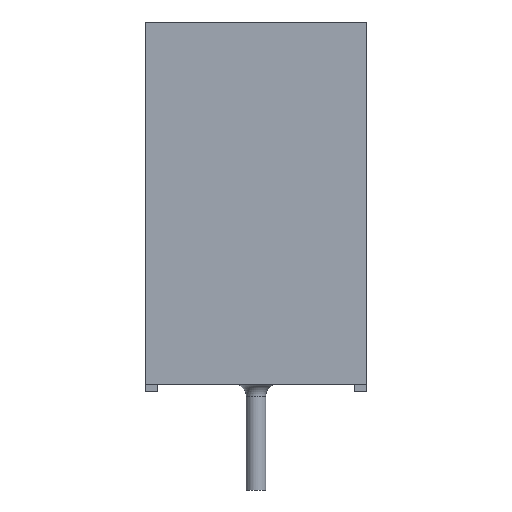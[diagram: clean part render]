
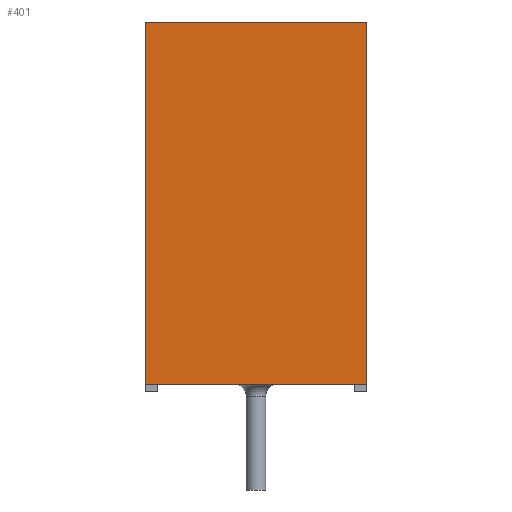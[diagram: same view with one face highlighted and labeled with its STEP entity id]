
A CAD part, left-side view. The second image highlights one B-rep face of the part: STEP entity #401.
In plain terms, the highlighted planar face has unit normal (-1, 0, 0).
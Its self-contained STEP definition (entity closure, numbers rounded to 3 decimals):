
#401 = ADVANCED_FACE( '', ( #951 ), #952, .F. );
#951 = FACE_OUTER_BOUND( '', #1697, .T. );
#952 = PLANE( '', #1698 );
#1697 = EDGE_LOOP( '', ( #2997, #2998, #2999, #3000 ) );
#1698 = AXIS2_PLACEMENT_3D( '', #3001, #3002, #3003 );
#2997 = ORIENTED_EDGE( '', *, *, #5280, .T. );
#2998 = ORIENTED_EDGE( '', *, *, #5281, .F. );
#2999 = ORIENTED_EDGE( '', *, *, #5282, .F. );
#3000 = ORIENTED_EDGE( '', *, *, #5283, .T. );
#3001 = CARTESIAN_POINT( '', ( -9., -4.5, 7.35 ) );
#3002 = DIRECTION( '', ( 1., 0., 0. ) );
#3003 = DIRECTION( '', ( 0., 0., -1. ) );
#5280 = EDGE_CURVE( '', #6298, #6299, #6300, .T. );
#5281 = EDGE_CURVE( '', #6301, #6299, #6302, .T. );
#5282 = EDGE_CURVE( '', #6303, #6301, #6304, .T. );
#5283 = EDGE_CURVE( '', #6303, #6298, #6305, .T. );
#6298 = VERTEX_POINT( '', #8279 );
#6299 = VERTEX_POINT( '', #8280 );
#6300 = LINE( '', #8281, #8282 );
#6301 = VERTEX_POINT( '', #8283 );
#6302 = LINE( '', #8284, #8285 );
#6303 = VERTEX_POINT( '', #8286 );
#6304 = LINE( '', #8287, #8288 );
#6305 = LINE( '', #8289, #8290 );
#8279 = CARTESIAN_POINT( '', ( -9., 4.5, 7.35 ) );
#8280 = CARTESIAN_POINT( '', ( -9., 4.5, -7.35 ) );
#8281 = CARTESIAN_POINT( '', ( -9., 4.5, 7.35 ) );
#8282 = VECTOR( '', #10297, 1000. );
#8283 = CARTESIAN_POINT( '', ( -9., -4.5, -7.35 ) );
#8284 = CARTESIAN_POINT( '', ( -9., -4.5, -7.35 ) );
#8285 = VECTOR( '', #10298, 1000. );
#8286 = CARTESIAN_POINT( '', ( -9., -4.5, 7.35 ) );
#8287 = CARTESIAN_POINT( '', ( -9., -4.5, 7.35 ) );
#8288 = VECTOR( '', #10299, 1000. );
#8289 = CARTESIAN_POINT( '', ( -9., -4.5, 7.35 ) );
#8290 = VECTOR( '', #10300, 1000. );
#10297 = DIRECTION( '', ( 0., 0., -1. ) );
#10298 = DIRECTION( '', ( 0., 1., 0. ) );
#10299 = DIRECTION( '', ( 0., 0., -1. ) );
#10300 = DIRECTION( '', ( 0., 1., 0. ) );
